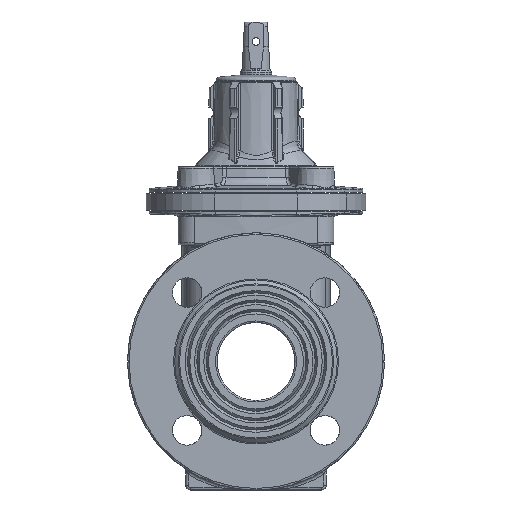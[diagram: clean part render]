
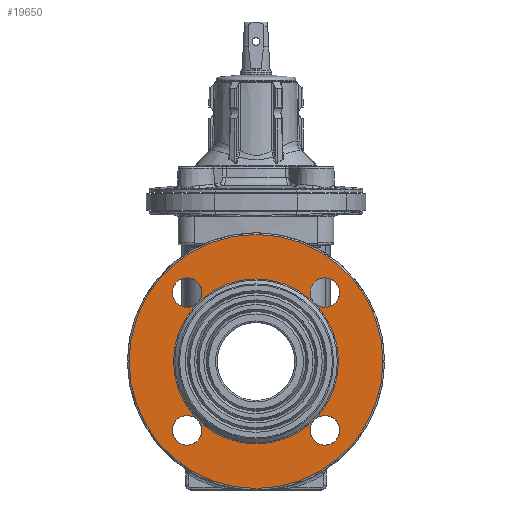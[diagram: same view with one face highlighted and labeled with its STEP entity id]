
A CAD part, front view. The second image highlights one B-rep face of the part: STEP entity #19650.
In plain terms, the highlighted planar face has unit normal (0, -1, 0).
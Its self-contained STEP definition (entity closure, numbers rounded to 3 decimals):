
#152 = ORIENTED_EDGE ( 'NONE', *, *, #30861, .T. ) ;
#302 = CARTESIAN_POINT ( 'NONE',  ( -42.205, -74.101, 44.057 ) ) ;
#1030 = VECTOR ( 'NONE', #22051, 1000. ) ;
#1917 = DIRECTION ( 'NONE',  ( 0., 0., 1. ) ) ;
#1966 = EDGE_CURVE ( 'NONE', #30256, #8662, #20322, .T. ) ;
#2357 = DIRECTION ( 'NONE',  ( 0.707, 0., 0.707 ) ) ;
#2742 = CARTESIAN_POINT ( 'NONE',  ( 46.183, -74.101, 34.557 ) ) ;
#2983 = CARTESIAN_POINT ( 'NONE',  ( -42.205, -74.101, -44.332 ) ) ;
#2998 = AXIS2_PLACEMENT_3D ( 'NONE', #32317, #17115, #1917 ) ;
#3304 = CARTESIAN_POINT ( 'NONE',  ( -79.511, -74.101, -9.632 ) ) ;
#4294 = DIRECTION ( 'NONE',  ( 0., 1., 0. ) ) ;
#4324 = CIRCLE ( 'NONE', #20865, 81.5 ) ;
#4760 = LINE ( 'NONE', #14748, #17459 ) ;
#4801 = CARTESIAN_POINT ( 'NONE',  ( -79.505, -74.101, -9.638 ) ) ;
#5039 = EDGE_CURVE ( 'NONE', #32168, #32168, #31312, .T. ) ;
#5131 = EDGE_LOOP ( 'NONE', ( #31671 ) ) ;
#5184 = CARTESIAN_POINT ( 'NONE',  ( -42.205, -74.101, -53.832 ) ) ;
#5302 = DIRECTION ( 'NONE',  ( 0., 0., 1. ) ) ;
#5856 = FACE_BOUND ( 'NONE', #5131, .T. ) ;
#6014 = CARTESIAN_POINT ( 'NONE',  ( 83.489, -74.101, -9.632 ) ) ;
#6446 = ORIENTED_EDGE ( 'NONE', *, *, #20214, .T. ) ;
#6741 = CARTESIAN_POINT ( 'NONE',  ( 1.989, -74.101, -62.138 ) ) ;
#7062 = DIRECTION ( 'NONE',  ( -0.707, 0., 0.707 ) ) ;
#7399 = EDGE_LOOP ( 'NONE', ( #24031 ) ) ;
#7491 = CARTESIAN_POINT ( 'NONE',  ( 1.989, -74.101, -9.638 ) ) ;
#7722 = DIRECTION ( 'NONE',  ( 0., 0., 1. ) ) ;
#7748 = DIRECTION ( 'NONE',  ( 0., 1., 0. ) ) ;
#7793 = ORIENTED_EDGE ( 'NONE', *, *, #19815, .F. ) ;
#8089 = ORIENTED_EDGE ( 'NONE', *, *, #1966, .F. ) ;
#8126 = EDGE_CURVE ( 'NONE', #31382, #31382, #18137, .T. ) ;
#8662 = VERTEX_POINT ( 'NONE', #6014 ) ;
#8748 = VERTEX_POINT ( 'NONE', #31853 ) ;
#8813 = CARTESIAN_POINT ( 'NONE',  ( 83.489, -74.101, -9.644 ) ) ;
#8875 = CARTESIAN_POINT ( 'NONE',  ( 1.989, -74.101, -9.638 ) ) ;
#9214 = EDGE_LOOP ( 'NONE', ( #14493 ) ) ;
#9244 = EDGE_LOOP ( 'NONE', ( #7793 ) ) ;
#9465 = VERTEX_POINT ( 'NONE', #4801 ) ;
#9885 = VERTEX_POINT ( 'NONE', #23640 ) ;
#9961 = VECTOR ( 'NONE', #13233, 1000. ) ;
#10010 = DIRECTION ( 'NONE',  ( 0., 0., -1. ) ) ;
#10079 = CARTESIAN_POINT ( 'NONE',  ( 83.483, -74.101, -9.638 ) ) ;
#10159 = CIRCLE ( 'NONE', #24773, 52.914 ) ;
#10550 = LINE ( 'NONE', #10079, #30844 ) ;
#11028 = ORIENTED_EDGE ( 'NONE', *, *, #27896, .T. ) ;
#11414 = DIRECTION ( 'NONE',  ( 0., 0., -1. ) ) ;
#11521 = EDGE_CURVE ( 'NONE', #29793, #29793, #25995, .T. ) ;
#11980 = CARTESIAN_POINT ( 'NONE',  ( 83.483, -74.101, -9.638 ) ) ;
#12554 = DIRECTION ( 'NONE',  ( 0., 1., 0. ) ) ;
#12570 = FACE_BOUND ( 'NONE', #7399, .T. ) ;
#12820 = AXIS2_PLACEMENT_3D ( 'NONE', #6741, #4294, #22082 ) ;
#13233 = DIRECTION ( 'NONE',  ( 0.707, 0., -0.707 ) ) ;
#13271 = EDGE_LOOP ( 'NONE', ( #16835 ) ) ;
#13333 = AXIS2_PLACEMENT_3D ( 'NONE', #27781, #12554, #30324 ) ;
#14057 = VERTEX_POINT ( 'NONE', #11980 ) ;
#14403 = AXIS2_PLACEMENT_3D ( 'NONE', #8875, #26665, #11414 ) ;
#14493 = ORIENTED_EDGE ( 'NONE', *, *, #11521, .T. ) ;
#14748 = CARTESIAN_POINT ( 'NONE',  ( 84.483, -74.101, -10.638 ) ) ;
#15589 = ORIENTED_EDGE ( 'NONE', *, *, #24781, .F. ) ;
#16373 = EDGE_CURVE ( 'NONE', #16752, #14057, #4760, .T. ) ;
#16725 = AXIS2_PLACEMENT_3D ( 'NONE', #5184, #22945, #7722 ) ;
#16752 = VERTEX_POINT ( 'NONE', #8813 ) ;
#16835 = ORIENTED_EDGE ( 'NONE', *, *, #28041, .T. ) ;
#17115 = DIRECTION ( 'NONE',  ( 0., 1., 0. ) ) ;
#17459 = VECTOR ( 'NONE', #7062, 1000. ) ;
#18137 = CIRCLE ( 'NONE', #23275, 9.5 ) ;
#19385 = FACE_BOUND ( 'NONE', #9214, .T. ) ;
#19553 = PLANE ( 'NONE',  #12820 ) ;
#19650 = ADVANCED_FACE ( 'NONE', ( #26138, #19385, #12570, #5856, #32050, #25327 ), #19553, .F. ) ;
#19815 = EDGE_CURVE ( 'NONE', #26621, #26621, #10159, .T. ) ;
#20214 = EDGE_CURVE ( 'NONE', #14057, #8662, #10550, .T. ) ;
#20322 = CIRCLE ( 'NONE', #14403, 81.5 ) ;
#20543 = DIRECTION ( 'NONE',  ( 0., 1., 0. ) ) ;
#20865 = AXIS2_PLACEMENT_3D ( 'NONE', #22972, #7748, #25551 ) ;
#21366 = CARTESIAN_POINT ( 'NONE',  ( -79.505, -74.101, -9.638 ) ) ;
#22051 = DIRECTION ( 'NONE',  ( -0.707, 0., -0.707 ) ) ;
#22082 = DIRECTION ( 'NONE',  ( 0., 0., -1. ) ) ;
#22945 = DIRECTION ( 'NONE',  ( 0., 1., 0. ) ) ;
#22972 = CARTESIAN_POINT ( 'NONE',  ( 1.989, -74.101, -9.638 ) ) ;
#23191 = CARTESIAN_POINT ( 'NONE',  ( 46.183, -74.101, 44.057 ) ) ;
#23275 = AXIS2_PLACEMENT_3D ( 'NONE', #2742, #20543, #5302 ) ;
#23640 = CARTESIAN_POINT ( 'NONE',  ( 46.183, -74.101, -44.332 ) ) ;
#23666 = EDGE_LOOP ( 'NONE', ( #8089, #152, #11028, #15589, #26513, #6446 ) ) ;
#24031 = ORIENTED_EDGE ( 'NONE', *, *, #5039, .T. ) ;
#24094 = CIRCLE ( 'NONE', #13333, 9.5 ) ;
#24773 = AXIS2_PLACEMENT_3D ( 'NONE', #7491, #25276, #10010 ) ;
#24781 = EDGE_CURVE ( 'NONE', #16752, #8748, #4324, .T. ) ;
#25276 = DIRECTION ( 'NONE',  ( 0., -1., 0. ) ) ;
#25327 = FACE_OUTER_BOUND ( 'NONE', #23666, .T. ) ;
#25551 = DIRECTION ( 'NONE',  ( 0., 0., -1. ) ) ;
#25995 = CIRCLE ( 'NONE', #16725, 9.5 ) ;
#26138 = FACE_BOUND ( 'NONE', #13271, .T. ) ;
#26513 = ORIENTED_EDGE ( 'NONE', *, *, #16373, .T. ) ;
#26621 = VERTEX_POINT ( 'NONE', #28523 ) ;
#26665 = DIRECTION ( 'NONE',  ( 0., 1., 0. ) ) ;
#26918 = CARTESIAN_POINT ( 'NONE',  ( -80.505, -74.101, -10.638 ) ) ;
#27258 = LINE ( 'NONE', #26918, #1030 ) ;
#27781 = CARTESIAN_POINT ( 'NONE',  ( 46.183, -74.101, -53.832 ) ) ;
#27896 = EDGE_CURVE ( 'NONE', #9465, #8748, #27258, .T. ) ;
#28041 = EDGE_CURVE ( 'NONE', #9885, #9885, #24094, .T. ) ;
#28523 = CARTESIAN_POINT ( 'NONE',  ( 1.989, -74.101, -62.552 ) ) ;
#29793 = VERTEX_POINT ( 'NONE', #2983 ) ;
#30256 = VERTEX_POINT ( 'NONE', #3304 ) ;
#30258 = LINE ( 'NONE', #21366, #9961 ) ;
#30324 = DIRECTION ( 'NONE',  ( 0., 0., 1. ) ) ;
#30844 = VECTOR ( 'NONE', #2357, 1000. ) ;
#30861 = EDGE_CURVE ( 'NONE', #30256, #9465, #30258, .T. ) ;
#31312 = CIRCLE ( 'NONE', #2998, 9.5 ) ;
#31382 = VERTEX_POINT ( 'NONE', #23191 ) ;
#31671 = ORIENTED_EDGE ( 'NONE', *, *, #8126, .T. ) ;
#31853 = CARTESIAN_POINT ( 'NONE',  ( -79.511, -74.101, -9.644 ) ) ;
#32050 = FACE_BOUND ( 'NONE', #9244, .T. ) ;
#32168 = VERTEX_POINT ( 'NONE', #302 ) ;
#32317 = CARTESIAN_POINT ( 'NONE',  ( -42.205, -74.101, 34.557 ) ) ;
